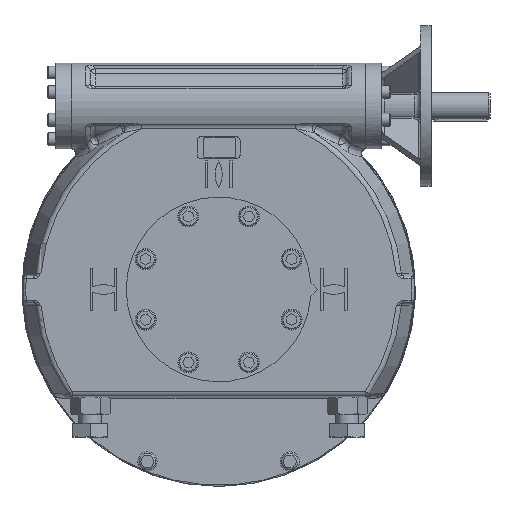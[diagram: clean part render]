
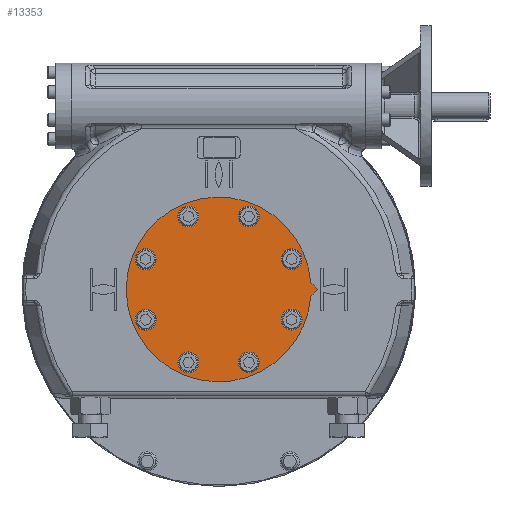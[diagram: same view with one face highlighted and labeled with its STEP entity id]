
A CAD part, top view. The second image highlights one B-rep face of the part: STEP entity #13353.
In plain terms, the highlighted planar face has unit normal (0, 0, 1).
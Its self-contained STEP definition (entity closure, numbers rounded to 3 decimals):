
#782=LINE('',#31015,#1610);
#786=LINE('',#31024,#1614);
#1610=VECTOR('',#18739,1000.);
#1614=VECTOR('',#18745,1000.);
#5284=ORIENTED_EDGE('',*,*,#7661,.F.);
#5285=ORIENTED_EDGE('',*,*,#7662,.F.);
#5286=ORIENTED_EDGE('',*,*,#7663,.F.);
#5287=ORIENTED_EDGE('',*,*,#7664,.F.);
#5288=ORIENTED_EDGE('',*,*,#7665,.F.);
#5289=ORIENTED_EDGE('',*,*,#7666,.F.);
#5290=ORIENTED_EDGE('',*,*,#7667,.F.);
#5291=ORIENTED_EDGE('',*,*,#7668,.F.);
#5292=ORIENTED_EDGE('',*,*,#7652,.T.);
#5293=ORIENTED_EDGE('',*,*,#7656,.T.);
#5294=ORIENTED_EDGE('',*,*,#7659,.T.);
#7652=EDGE_CURVE('',#9175,#9176,#782,.T.);
#7656=EDGE_CURVE('',#9176,#9179,#786,.T.);
#7659=EDGE_CURVE('',#9179,#9175,#9962,.T.);
#7661=EDGE_CURVE('',#9181,#9181,#9964,.T.);
#7662=EDGE_CURVE('',#9182,#9182,#9965,.T.);
#7663=EDGE_CURVE('',#9183,#9183,#9966,.T.);
#7664=EDGE_CURVE('',#9184,#9184,#9967,.T.);
#7665=EDGE_CURVE('',#9185,#9185,#9968,.T.);
#7666=EDGE_CURVE('',#9186,#9186,#9969,.T.);
#7667=EDGE_CURVE('',#9187,#9187,#9970,.T.);
#7668=EDGE_CURVE('',#9188,#9188,#9971,.T.);
#9175=VERTEX_POINT('',#31016);
#9176=VERTEX_POINT('',#31017);
#9179=VERTEX_POINT('',#31025);
#9181=VERTEX_POINT('',#31034);
#9182=VERTEX_POINT('',#31036);
#9183=VERTEX_POINT('',#31038);
#9184=VERTEX_POINT('',#31040);
#9185=VERTEX_POINT('',#31042);
#9186=VERTEX_POINT('',#31044);
#9187=VERTEX_POINT('',#31046);
#9188=VERTEX_POINT('',#31048);
#9962=CIRCLE('',#15695,172.5);
#9964=CIRCLE('',#15698,12.5);
#9965=CIRCLE('',#15699,12.5);
#9966=CIRCLE('',#15700,12.5);
#9967=CIRCLE('',#15701,12.5);
#9968=CIRCLE('',#15702,12.5);
#9969=CIRCLE('',#15703,12.5);
#9970=CIRCLE('',#15704,12.5);
#9971=CIRCLE('',#15705,12.5);
#10949=EDGE_LOOP('',(#5284));
#10950=EDGE_LOOP('',(#5285));
#10951=EDGE_LOOP('',(#5286));
#10952=EDGE_LOOP('',(#5287));
#10953=EDGE_LOOP('',(#5288));
#10954=EDGE_LOOP('',(#5289));
#10955=EDGE_LOOP('',(#5290));
#10956=EDGE_LOOP('',(#5291));
#10957=EDGE_LOOP('',(#5292,#5293,#5294));
#12049=FACE_BOUND('',#10949,.T.);
#12050=FACE_BOUND('',#10950,.T.);
#12051=FACE_BOUND('',#10951,.T.);
#12052=FACE_BOUND('',#10952,.T.);
#12053=FACE_BOUND('',#10953,.T.);
#12054=FACE_BOUND('',#10954,.T.);
#12055=FACE_BOUND('',#10955,.T.);
#12056=FACE_BOUND('',#10956,.T.);
#12057=FACE_BOUND('',#10957,.T.);
#12628=PLANE('',#15697);
#13353=ADVANCED_FACE('',(#12049,#12050,#12051,#12052,#12053,#12054,#12055,
#12056,#12057),#12628,.T.);
#15695=AXIS2_PLACEMENT_3D('',#31030,#18750,#18751);
#15697=AXIS2_PLACEMENT_3D('',#31032,#18754,#18755);
#15698=AXIS2_PLACEMENT_3D('',#31033,#18756,#18757);
#15699=AXIS2_PLACEMENT_3D('',#31035,#18758,#18759);
#15700=AXIS2_PLACEMENT_3D('',#31037,#18760,#18761);
#15701=AXIS2_PLACEMENT_3D('',#31039,#18762,#18763);
#15702=AXIS2_PLACEMENT_3D('',#31041,#18764,#18765);
#15703=AXIS2_PLACEMENT_3D('',#31043,#18766,#18767);
#15704=AXIS2_PLACEMENT_3D('',#31045,#18768,#18769);
#15705=AXIS2_PLACEMENT_3D('',#31047,#18770,#18771);
#18739=DIRECTION('',(0.707,0.707,0.));
#18745=DIRECTION('',(-0.707,0.707,0.));
#18750=DIRECTION('',(0.,0.,1.));
#18751=DIRECTION('',(1.,0.,0.));
#18754=DIRECTION('',(0.,0.,1.));
#18755=DIRECTION('',(1.,0.,0.));
#18756=DIRECTION('',(0.,0.,1.));
#18757=DIRECTION('',(0.707,-0.707,0.));
#18758=DIRECTION('',(0.,0.,1.));
#18759=DIRECTION('',(0.,-1.,0.));
#18760=DIRECTION('',(0.,0.,1.));
#18761=DIRECTION('',(-0.707,-0.707,0.));
#18762=DIRECTION('',(0.,0.,1.));
#18763=DIRECTION('',(-1.,0.,0.));
#18764=DIRECTION('',(0.,0.,1.));
#18765=DIRECTION('',(-0.707,0.707,0.));
#18766=DIRECTION('',(0.,0.,1.));
#18767=DIRECTION('',(0.,1.,0.));
#18768=DIRECTION('',(0.,0.,1.));
#18769=DIRECTION('',(0.707,0.707,0.));
#18770=DIRECTION('',(0.,0.,1.));
#18771=DIRECTION('',(1.,0.,0.));
#31015=CARTESIAN_POINT('',(185.,0.,78.25));
#31016=CARTESIAN_POINT('',(172.01,-12.99,78.25));
#31017=CARTESIAN_POINT('',(185.,0.,78.25));
#31024=CARTESIAN_POINT('',(185.,0.,78.25));
#31025=CARTESIAN_POINT('',(172.01,12.99,78.25));
#31030=CARTESIAN_POINT('',(0.,0.,78.25));
#31032=CARTESIAN_POINT('',(0.,0.,78.25));
#31033=CARTESIAN_POINT('',(56.446,-136.272,78.25));
#31034=CARTESIAN_POINT('',(65.285,-145.111,78.25));
#31035=CARTESIAN_POINT('',(-56.446,-136.272,78.25));
#31036=CARTESIAN_POINT('',(-56.446,-148.772,78.25));
#31037=CARTESIAN_POINT('',(-136.272,-56.446,78.25));
#31038=CARTESIAN_POINT('',(-145.111,-65.285,78.25));
#31039=CARTESIAN_POINT('',(-136.272,56.446,78.25));
#31040=CARTESIAN_POINT('',(-148.772,56.446,78.25));
#31041=CARTESIAN_POINT('',(-56.446,136.272,78.25));
#31042=CARTESIAN_POINT('',(-65.285,145.111,78.25));
#31043=CARTESIAN_POINT('',(56.446,136.272,78.25));
#31044=CARTESIAN_POINT('',(56.446,148.772,78.25));
#31045=CARTESIAN_POINT('',(136.272,56.446,78.25));
#31046=CARTESIAN_POINT('',(145.111,65.285,78.25));
#31047=CARTESIAN_POINT('',(136.272,-56.446,78.25));
#31048=CARTESIAN_POINT('',(148.772,-56.446,78.25));
